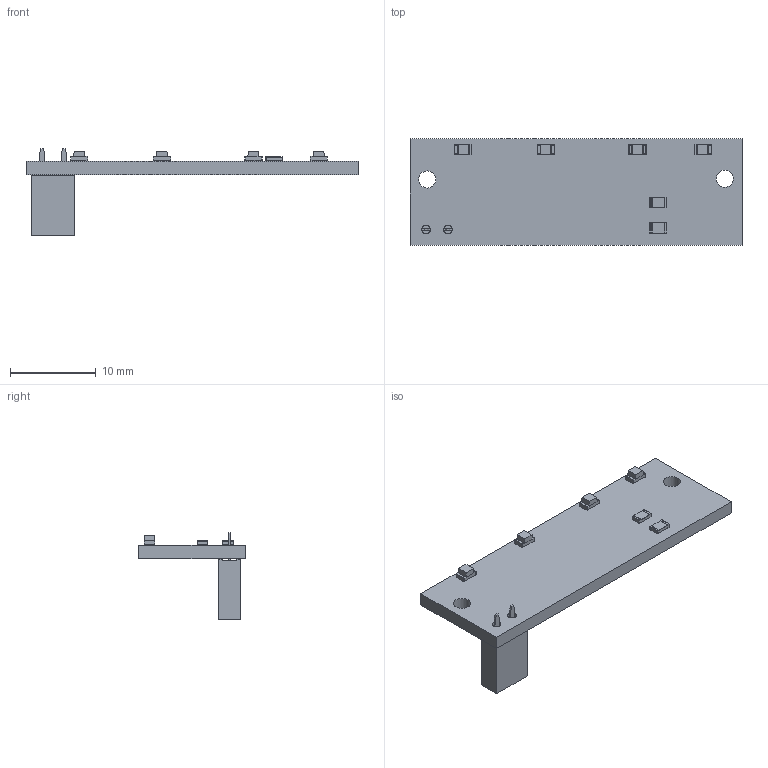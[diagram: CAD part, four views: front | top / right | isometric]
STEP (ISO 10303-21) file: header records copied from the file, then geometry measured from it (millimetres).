
FILE_DESCRIPTION(('KiCad electronic assembly'),'2;1');
FILE_NAME('compass.step','2024-11-06T07:41:16',('Pcbnew'),('Kicad'), 'Open CASCADE STEP processor 7.7','KiCad to STEP converter','Unknown' );
FILE_SCHEMA(('AUTOMOTIVE_DESIGN { 1 0 10303 214 1 1 1 1 }'));
Length unit declared in the file: millimetre
Products named in the file (8): compass 1; LED_0805_2012Metric; R_0805_2012Metric; PinSocket_1x02_P2.54mm_Vertical; PinSocket_1x02_P254mm_Vertical; compass_PCB
Assembly tree (11 placements, depth 3):
  compass 1
    LED_0805_2012Metric  x4
      LED_0805_2012Metric
    R_0805_2012Metric  x2
      R_0805_2012Metric
    PinSocket_1x02_P2.54mm_Vertical
      PinSocket_1x02_P254mm_Vertical
    compass_PCB
Bounding box: 38.71 x 12.44 x 10.1 mm (x, y, z)
Volume: 853.3 mm3; surface area: 1376.4 mm2
Topology: 8 solids, 8 shells, 334 faces, 876 edges, 568 vertices
Faces by surface type: plane 282, cylinder 52
Full cylindrical faces by diameter (mm): 1 x2, 2 x2
Entity records: 5965 total; most frequent: CARTESIAN_POINT 845, ORIENTED_EDGE 818, DIRECTION 789, EDGE_CURVE 409, LINE 369, VECTOR 369, VERTEX_POINT 266, AXIS2_PLACEMENT_3D 210
